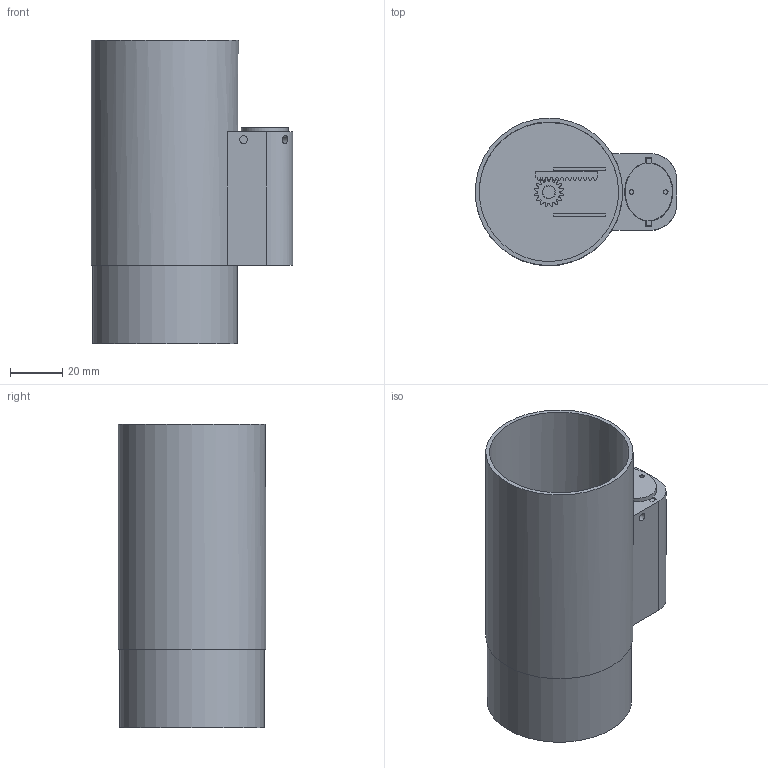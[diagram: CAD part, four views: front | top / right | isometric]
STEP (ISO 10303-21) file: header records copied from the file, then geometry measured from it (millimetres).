
FILE_DESCRIPTION(/* description */ ('STEP AP242','CAx-IF Rec.Pracs.---Representation and Presentation of Product Manufacturing Information (PMI)---4.0---2014-10-13','CAx-IF Rec.Pracs.---3D Tessellated Geometry---0.4---2014-09-14','2;1'),/* implementation_level */ '2;1');
FILE_NAME(/* name */ '66cd0909e456922c9dc8e967',/* time_stamp */ '2024-08-26T23:00:26Z',/* author */ (''),/* organization */ (''),/* preprocessor_version */ 'ST-DEVELOPER v20',/* originating_system */ ' ',/* authorisation */ ' ');
FILE_SCHEMA (('AP242_MANAGED_MODEL_BASED_3D_ENGINEERING_MIM_LF { 1 0 10303 442 1 1 4 }'));
Length unit declared in the file: metre
Products named in the file (6): Assembly 1; Part 2; Part 1; Gear
Assembly tree (5 placements, depth 2):
  Assembly 1
    Part 2
    Part 1
    Gear
    Part 1
    Part 2
Bounding box: 77 x 56.29 x 116 mm (x, y, z)
Volume: 63096.6 mm3; surface area: 57152.7 mm2
Topology: 5 solids, 5 shells, 266 faces, 737 edges, 493 vertices
Faces by surface type: plane 145, cylinder 84, bspline 37
Full cylindrical faces by diameter (mm): 1.7 x4, 3 x4, 5 x4, 6 x2, 52.3 x1, 53.3 x1, 55.3 x1, 56.3 x1
Entity records: 11285 total; most frequent: CARTESIAN_POINT 4486, ORIENTED_EDGE 1422, DIRECTION 1283, EDGE_CURVE 711, VERTEX_POINT 486, LINE 465, VECTOR 465, AXIS2_PLACEMENT_3D 409
